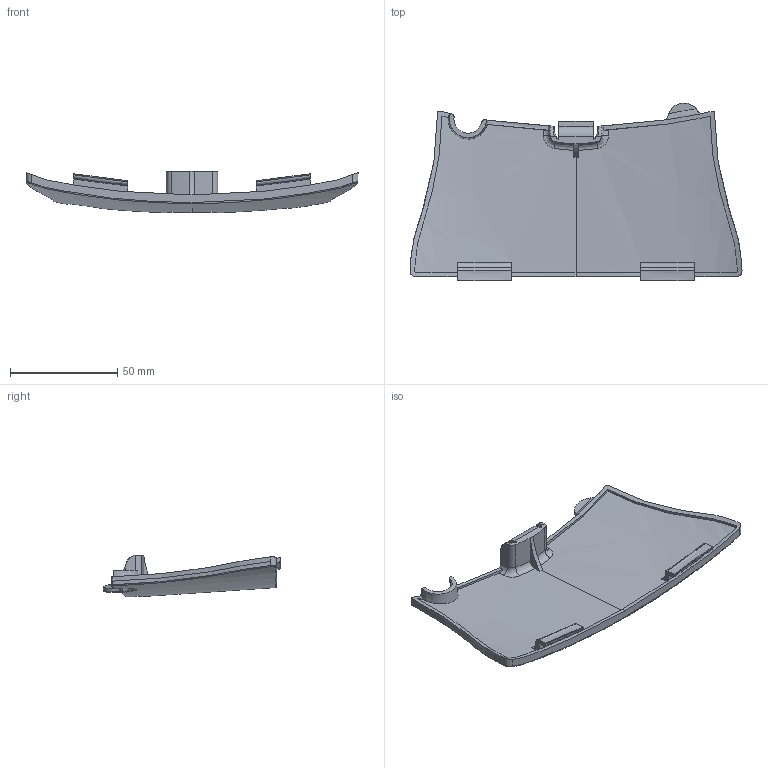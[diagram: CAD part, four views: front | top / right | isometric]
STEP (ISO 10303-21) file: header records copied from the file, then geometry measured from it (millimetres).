
FILE_DESCRIPTION (( 'STEP AP203' ), '1' );
FILE_NAME ('2015-09-25_Oberkoerper_Akku-Deckel.STEP', '2015-09-25T13:09:34', ( 'Anwender' ), ( '' ), 'SwSTEP 2.0', 'SolidWorks 2014', '' );
FILE_SCHEMA (( 'CONFIG_CONTROL_DESIGN' ));
Length unit declared in the file: millimetre
Products named in the file (1): 2015-09-25_Oberkoerper_Akku-Deckel
Bounding box: 154.45 x 82.77 x 19.41 mm (x, y, z)
Volume: 34642.5 mm3; surface area: 25575.4 mm2
Topology: 1 solids, 1 shells, 151 faces, 403 edges, 252 vertices
Faces by surface type: bspline 81, cylinder 32, plane 32, sphere 4, torus 2
Entity records: 11388 total; most frequent: CARTESIAN_POINT 8280, ORIENTED_EDGE 798, EDGE_CURVE 399, DIRECTION 386, VERTEX_POINT 250, B_SPLINE_CURVE_WITH_KNOTS 229, EDGE_LOOP 151, FACE_OUTER_BOUND 151
